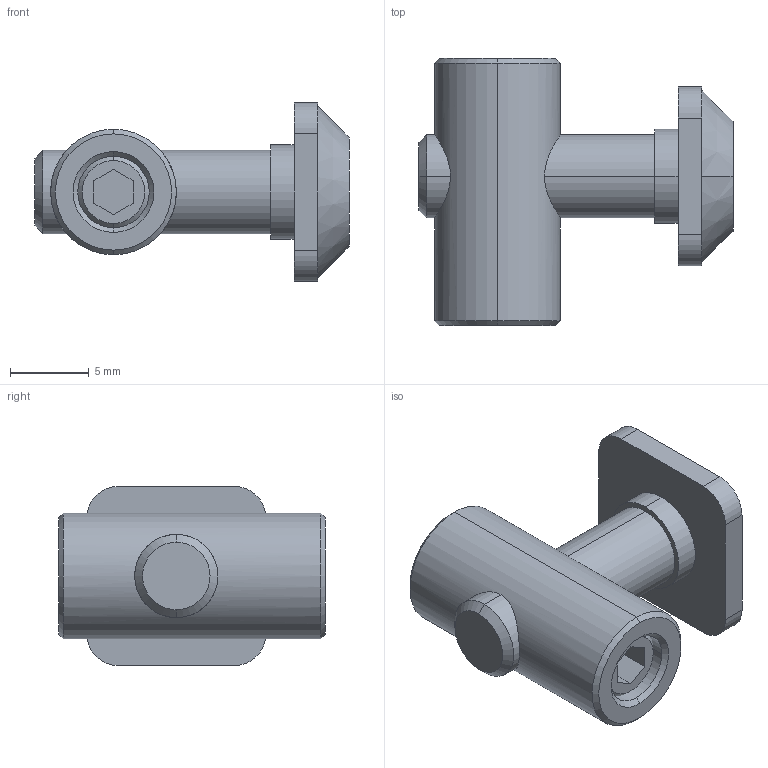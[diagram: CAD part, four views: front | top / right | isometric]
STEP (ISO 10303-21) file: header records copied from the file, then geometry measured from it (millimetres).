
FILE_DESCRIPTION (( 'STEP AP203' ), '1' );
FILE_NAME ('3_842_537_013_Bosch.step', '2024-06-04T12:34:26', ( '' ), ( '' ), 'SwSTEP 2.0', 'SolidWorks 2014', '' );
FILE_SCHEMA (( 'CONFIG_CONTROL_DESIGN' ));
Length unit declared in the file: millimetre
Products named in the file (4): Part-2; Part-3; 3_842_537_013_Bosch; Part-1
Assembly tree (3 placements, depth 2):
  3_842_537_013_Bosch
    Part-1
    Part-2
    Part-3
Bounding box: 20 x 17 x 11.4 mm (x, y, z)
Volume: 1366.4 mm3; surface area: 1425.4 mm2
Topology: 3 solids, 3 shells, 49 faces, 110 edges, 69 vertices
Faces by surface type: plane 19, cylinder 16, cone 14
Entity records: 1961 total; most frequent: CARTESIAN_POINT 431, DIRECTION 254, ORIENTED_EDGE 216, EDGE_CURVE 108, AXIS2_PLACEMENT_3D 97, VERTEX_POINT 69, LINE 60, VECTOR 60
